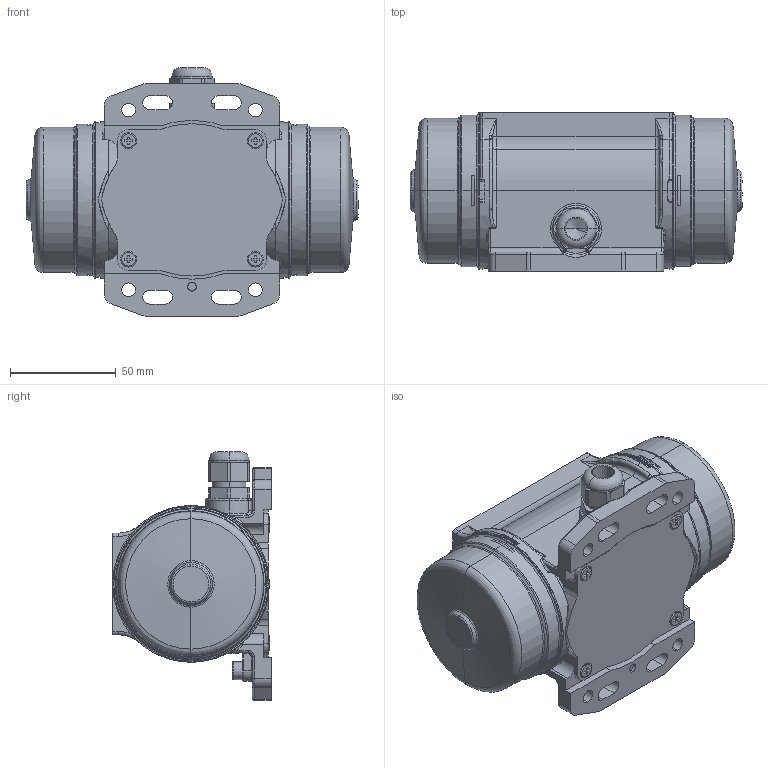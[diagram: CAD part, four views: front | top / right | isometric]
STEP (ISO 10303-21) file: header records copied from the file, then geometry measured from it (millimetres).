
FILE_DESCRIPTION (( 'STEP AP214' ), '1' );
FILE_NAME ('NEA-NEG 5020.STEP', '2010-10-12T10:06:23', ( ' ' ), ( ' ' ), 'SwSTEP 2.0', 'SolidWorks 2010', '' );
FILE_SCHEMA (( 'AUTOMOTIVE_DESIGN' ));
Length unit declared in the file: millimetre
Products named in the file (1): NEA-NEG 5020
Bounding box: 157 x 75 x 117.5 mm (x, y, z)
Volume: 537740.8 mm3; surface area: 94077.7 mm2
Topology: 3 solids, 3 shells, 743 faces, 1944 edges, 1229 vertices
Faces by surface type: plane 283, cylinder 241, torus 89, bspline 72, cone 56, sphere 2
Entity records: 38383 total; most frequent: CARTESIAN_POINT 18557, ORIENTED_EDGE 3864, DIRECTION 3769, EDGE_CURVE 1932, AXIS2_PLACEMENT_3D 1423, VERTEX_POINT 1229, LINE 923, VECTOR 923
